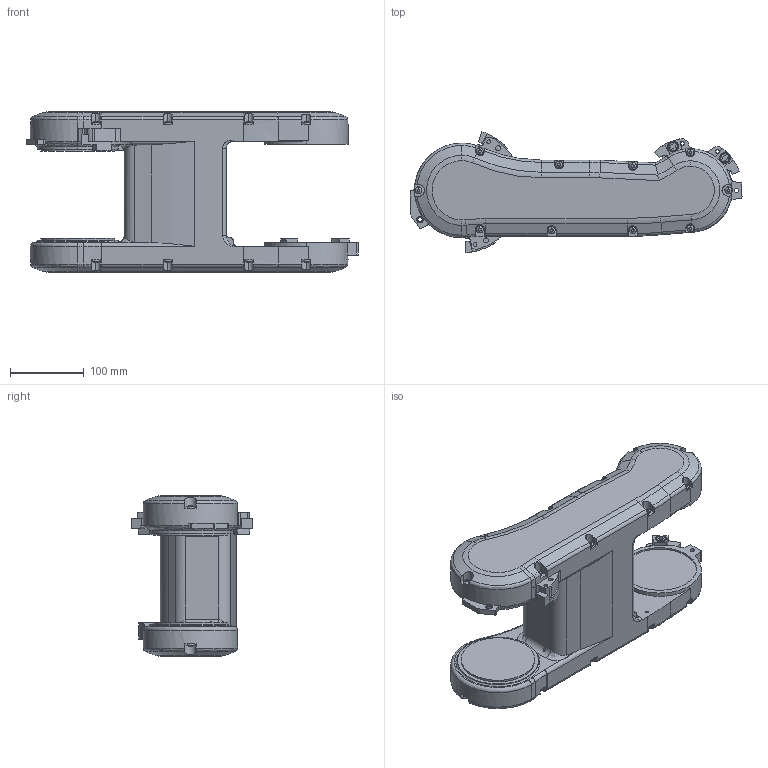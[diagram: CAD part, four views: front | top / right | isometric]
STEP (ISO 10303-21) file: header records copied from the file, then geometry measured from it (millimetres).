
FILE_DESCRIPTION (( 'STEP AP203' ), '1' );
FILE_NAME ('S5_ARM2_Default_sldprt.STEP', '2022-08-05T07:27:43', ( '' ), ( '' ), 'SwSTEP 2.0', 'SolidWorks 2021', '' );
FILE_SCHEMA (( 'CONFIG_CONTROL_DESIGN' ));
Length unit declared in the file: millimetre
Products named in the file (1): S5_ARM2_Default_sldprt
Bounding box: 450 x 164.19 x 218 mm (x, y, z)
Volume: 5370259.6 mm3; surface area: 311889.3 mm2
Topology: 1 solids, 1 shells, 848 faces, 2158 edges, 1387 vertices
Faces by surface type: plane 403, cylinder 291, bspline 121, cone 33
Entity records: 30712 total; most frequent: CARTESIAN_POINT 10687, ORIENTED_EDGE 4316, DIRECTION 4016, EDGE_CURVE 2158, AXIS2_PLACEMENT_3D 1440, VERTEX_POINT 1387, LINE 1136, VECTOR 1136
